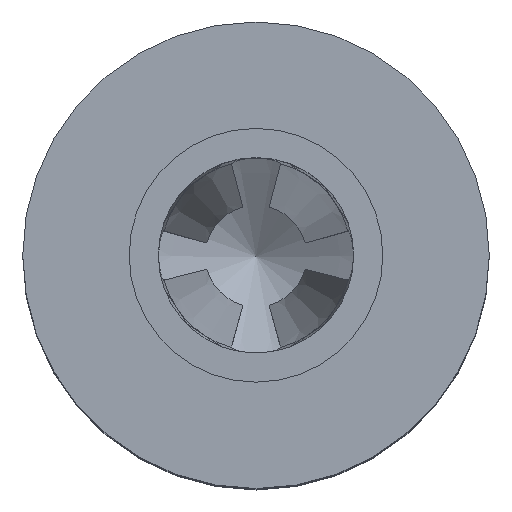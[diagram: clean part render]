
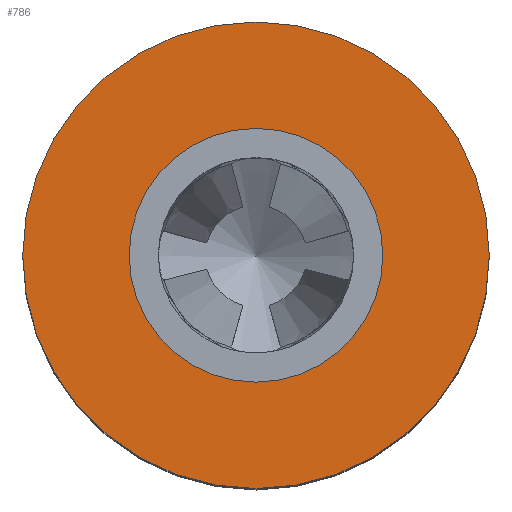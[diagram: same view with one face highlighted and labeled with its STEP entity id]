
A CAD part, top view. The second image highlights one B-rep face of the part: STEP entity #786.
In plain terms, the highlighted planar face has unit normal (0, 0, 1).
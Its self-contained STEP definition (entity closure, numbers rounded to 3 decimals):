
#166=FACE_BOUND('',#256,.T.);
#207=FACE_OUTER_BOUND('',#255,.T.);
#255=EDGE_LOOP('',(#702));
#256=EDGE_LOOP('',(#703));
#303=CIRCLE('',#891,0.435);
#304=CIRCLE('',#893,0.8);
#379=VERTEX_POINT('',#1986);
#380=VERTEX_POINT('',#1990);
#488=EDGE_CURVE('',#379,#379,#303,.T.);
#490=EDGE_CURVE('',#380,#380,#304,.T.);
#702=ORIENTED_EDGE('',*,*,#490,.T.);
#703=ORIENTED_EDGE('',*,*,#488,.T.);
#745=PLANE('',#892);
#786=ADVANCED_FACE('',(#207,#166),#745,.T.);
#891=AXIS2_PLACEMENT_3D('',#1987,#1113,#1114);
#892=AXIS2_PLACEMENT_3D('',#1989,#1116,#1117);
#893=AXIS2_PLACEMENT_3D('',#1991,#1118,#1119);
#1113=DIRECTION('center_axis',(0.,0.,-1.));
#1114=DIRECTION('ref_axis',(1.,0.,0.));
#1116=DIRECTION('center_axis',(0.,0.,1.));
#1117=DIRECTION('ref_axis',(1.,0.,0.));
#1118=DIRECTION('center_axis',(0.,0.,1.));
#1119=DIRECTION('ref_axis',(1.,0.,0.));
#1986=CARTESIAN_POINT('',(-0.435,0.,2.8));
#1987=CARTESIAN_POINT('Origin',(0.,0.,2.8));
#1989=CARTESIAN_POINT('Origin',(0.,0.,2.8));
#1990=CARTESIAN_POINT('',(-0.8,0.,2.8));
#1991=CARTESIAN_POINT('Origin',(0.,0.,2.8));
